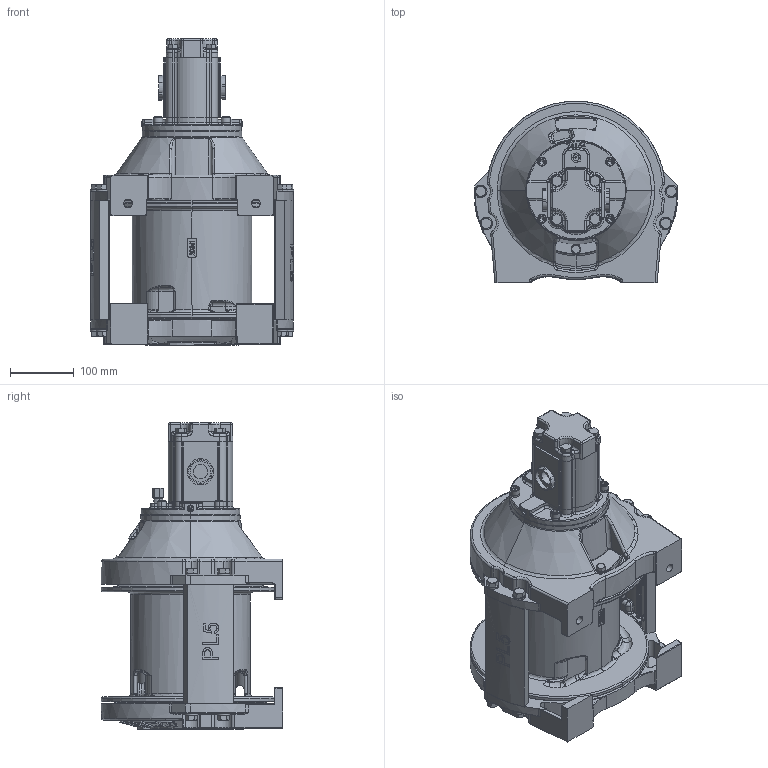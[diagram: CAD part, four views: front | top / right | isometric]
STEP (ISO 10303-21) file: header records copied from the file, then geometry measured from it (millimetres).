
FILE_DESCRIPTION((''),'2;1');
FILE_NAME('TWG-TEMP','2020-10-11T22:59:33',('Administrator'),(''),'CREO PARAMETRIC BY PTC INC, 2019292','CREO PARAMETRIC BY PTC INC, 2019292','');
FILE_SCHEMA(('AUTOMOTIVE_DESIGN { 1 0 10303 214 1 1 1 1 }'));
Length unit declared in the file: inch
Products named in the file (1): TWG-TEMP
Bounding box: 318.22 x 284.18 x 479.72 mm (x, y, z)
Volume: 5809.3 mm3; surface area: 1296802.8 mm2
Topology: 2 solids, 144 shells, 3338 faces, 9775 edges, 6473 vertices
Faces by surface type: plane 1194, cylinder 776, torus 404, bspline 384, cone 294, extrusion 280, sphere 6
Full cylindrical faces by diameter (mm): 3.175 x1
Entity records: 177117 total; most frequent: CARTESIAN_POINT 70139, ORIENTED_EDGE 17212, DIRECTION 15412, EDGE_CURVE 9656, VERTEX_POINT 6475, AXIS2_PLACEMENT_3D 5476, VECTOR 4457, LINE 4177
